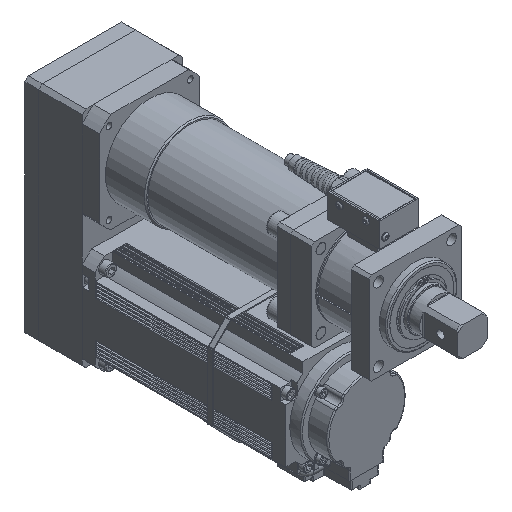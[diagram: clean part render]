
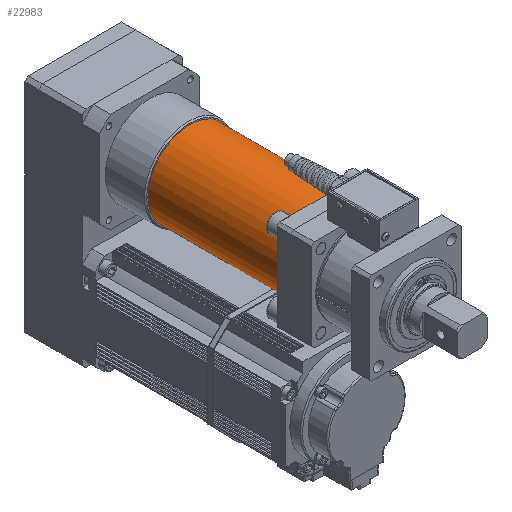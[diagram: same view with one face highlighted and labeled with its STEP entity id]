
A CAD part, isometric view. The second image highlights one B-rep face of the part: STEP entity #22983.
In plain terms, the highlighted cylindrical face has radius 36.5 mm (diameter 73 mm), a full revolution.
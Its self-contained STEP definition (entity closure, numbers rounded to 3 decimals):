
#3103=LINE('',#38710,#4950);
#4950=VECTOR('',#31062,36.5);
#5401=CYLINDRICAL_SURFACE('',#25141,36.5);
#6489=FACE_OUTER_BOUND('',#7855,.T.);
#7855=EDGE_LOOP('',(#19827,#19828,#19829,#19830));
#8934=CIRCLE('',#25142,36.5);
#8935=CIRCLE('',#25143,36.5);
#10861=VERTEX_POINT('',#38707);
#10862=VERTEX_POINT('',#38709);
#13908=EDGE_CURVE('',#10861,#10861,#8934,.T.);
#13909=EDGE_CURVE('',#10861,#10862,#3103,.T.);
#13910=EDGE_CURVE('',#10862,#10862,#8935,.T.);
#19827=ORIENTED_EDGE('',*,*,#13908,.F.);
#19828=ORIENTED_EDGE('',*,*,#13909,.T.);
#19829=ORIENTED_EDGE('',*,*,#13910,.T.);
#19830=ORIENTED_EDGE('',*,*,#13909,.F.);
#22983=ADVANCED_FACE('',(#6489),#5401,.T.);
#25141=AXIS2_PLACEMENT_3D('',#38706,#31058,#31059);
#25142=AXIS2_PLACEMENT_3D('',#38708,#31060,#31061);
#25143=AXIS2_PLACEMENT_3D('',#38711,#31063,#31064);
#31058=DIRECTION('center_axis',(0.,-1.,0.));
#31059=DIRECTION('ref_axis',(1.,0.,0.));
#31060=DIRECTION('center_axis',(0.,-1.,0.));
#31061=DIRECTION('ref_axis',(0.,0.,-1.));
#31062=DIRECTION('',(0.,1.,0.));
#31063=DIRECTION('center_axis',(0.,-1.,0.));
#31064=DIRECTION('ref_axis',(0.,0.,-1.));
#38706=CARTESIAN_POINT('Origin',(0.,138.,
0.));
#38707=CARTESIAN_POINT('',(-36.5,80.,0.));
#38708=CARTESIAN_POINT('Origin',(0.,80.,
0.));
#38709=CARTESIAN_POINT('',(-36.5,196.,0.));
#38710=CARTESIAN_POINT('',(-36.5,138.,0.));
#38711=CARTESIAN_POINT('Origin',(0.,196.,
0.));
